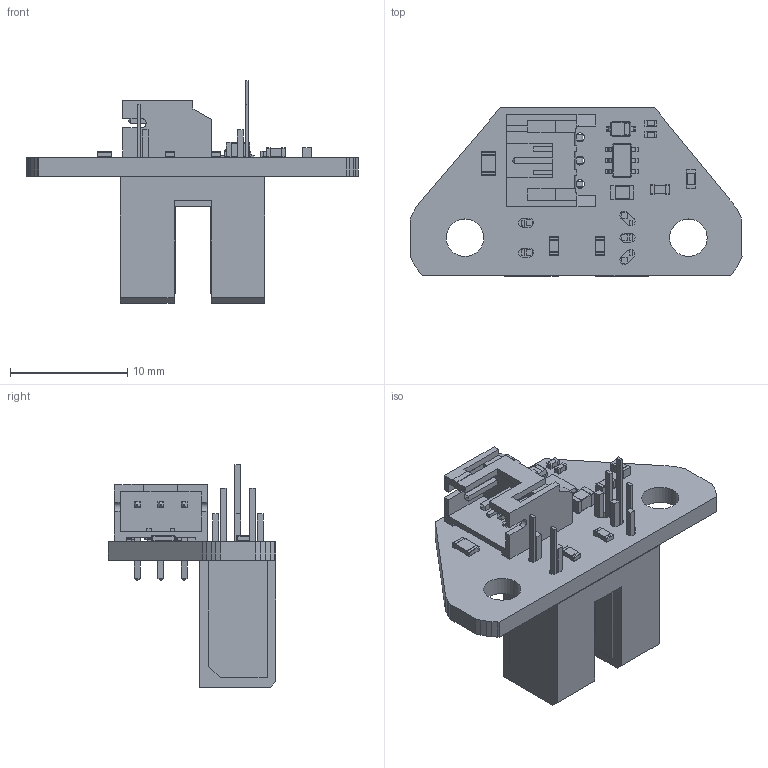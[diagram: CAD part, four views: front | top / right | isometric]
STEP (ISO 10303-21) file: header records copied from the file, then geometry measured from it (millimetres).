
FILE_DESCRIPTION(('KiCad electronic assembly'),'2;1');
FILE_NAME('Tap_Photosensor_PCB_v2.4.STEP','2023-03-02T14:33:02',( 'Pcbnew'),('Kicad'),'Open CASCADE STEP processor 7.6', 'KiCad to STEP converter','Unknown');
FILE_SCHEMA(('AUTOMOTIVE_DESIGN { 1 0 10303 214 1 1 1 1 }'));
Length unit declared in the file: millimetre
Products named in the file (22): Tap_Photosensor_PCB_v2.4 1; R_0805_2012Metric; SOLID; JST_PH_S3B-PH-K_1x03_P2.00mm_Horizontal; R_0603_1608Metric; C_0402_1005Metric; C_0603_1608Metric; TSOT-23-6; C_0805_2012Metric; D_SOD-323; EE-SX398; Optek_OPB666N; COMPOUND; PCB
Assembly tree (24 placements, depth 3):
  Tap_Photosensor_PCB_v2.4 1
    R_0805_2012Metric
      SOLID
    JST_PH_S3B-PH-K_1x03_P2.00mm_Horizontal
      SOLID
    R_0603_1608Metric  x2
      SOLID
    C_0402_1005Metric  x2
      SOLID
    C_0603_1608Metric  x2
      SOLID
    TSOT-23-6
      SOLID
    C_0805_2012Metric
      SOLID
    D_SOD-323
      SOLID
    EE-SX398
      SOLID
    Optek_OPB666N
      COMPOUND
    PCB
Bounding box: 28.32 x 14.32 x 19 mm (x, y, z)
Volume: 1806.7 mm3; surface area: 2499.1 mm2
Topology: 19 solids, 19 shells, 844 faces, 2242 edges, 1456 vertices
Faces by surface type: plane 626, cylinder 129, bspline 89
Full cylindrical faces by diameter (mm): 0.75 x3, 3.2 x2
Entity records: 53968 total; most frequent: CARTESIAN_POINT 10038, DIRECTION 7216, LINE 5335, VECTOR 5335, ORIENTED_EDGE 4060, PCURVE 4060, DEFINITIONAL_REPRESENTATION 4060, EDGE_CURVE 2030
